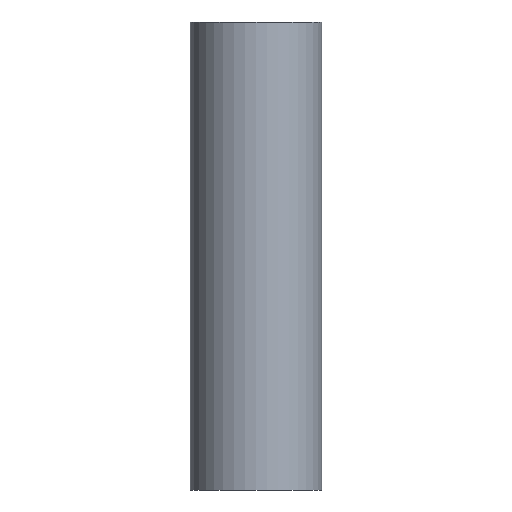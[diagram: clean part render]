
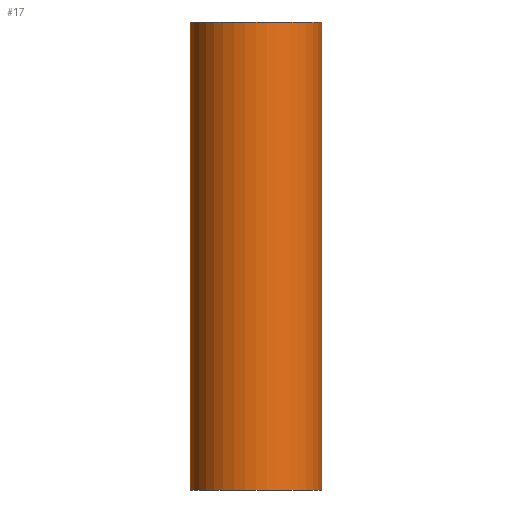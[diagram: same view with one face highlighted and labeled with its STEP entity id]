
A CAD part, front view. The second image highlights one B-rep face of the part: STEP entity #17.
In plain terms, the highlighted cylindrical face has radius 106.927 mm (diameter 213.855 mm), a full revolution.
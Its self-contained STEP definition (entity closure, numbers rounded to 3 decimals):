
#17 = ADVANCED_FACE('',(#18),#31,.T.);
#18 = FACE_BOUND('',#19,.T.);
#19 = EDGE_LOOP('',(#20,#42,#64,#79));
#20 = ORIENTED_EDGE('',*,*,#21,.T.);
#21 = EDGE_CURVE('',#22,#22,#24,.T.);
#22 = VERTEX_POINT('',#23);
#23 = CARTESIAN_POINT('',(-1781.552,-559.672,-508.));
#24 = SURFACE_CURVE('',#25,(#30),.PCURVE_S1.);
#25 = CIRCLE('',#26,106.927);
#26 = AXIS2_PLACEMENT_3D('',#27,#28,#29);
#27 = CARTESIAN_POINT('',(-1888.479,-559.672,-508.));
#28 = DIRECTION('',(0.,0.,1.));
#29 = DIRECTION('',(1.,0.,-0.));
#30 = PCURVE('',#31,#36);
#31 = CYLINDRICAL_SURFACE('',#32,106.927);
#32 = AXIS2_PLACEMENT_3D('',#33,#34,#35);
#33 = CARTESIAN_POINT('',(-1888.479,-559.672,-508.));
#34 = DIRECTION('',(0.,0.,1.));
#35 = DIRECTION('',(1.,0.,-0.));
#36 = DEFINITIONAL_REPRESENTATION('',(#37),#41);
#37 = LINE('',#38,#39);
#38 = CARTESIAN_POINT('',(0.,0.));
#39 = VECTOR('',#40,1.);
#40 = DIRECTION('',(1.,0.));
#41 = ( GEOMETRIC_REPRESENTATION_CONTEXT(2) 
PARAMETRIC_REPRESENTATION_CONTEXT() REPRESENTATION_CONTEXT('2D SPACE',''
  ) );
#42 = ORIENTED_EDGE('',*,*,#43,.T.);
#43 = EDGE_CURVE('',#22,#44,#46,.T.);
#44 = VERTEX_POINT('',#45);
#45 = CARTESIAN_POINT('',(-1781.552,-559.672,254.));
#46 = SEAM_CURVE('',#47,(#50,#57),.PCURVE_S1.);
#47 = B_SPLINE_CURVE_WITH_KNOTS('',1,(#48,#49),.UNSPECIFIED.,.F.,.F.,(2,
    2),(0.,762.),.PIECEWISE_BEZIER_KNOTS.);
#48 = CARTESIAN_POINT('',(-1781.552,-559.672,-508.));
#49 = CARTESIAN_POINT('',(-1781.552,-559.672,254.));
#50 = PCURVE('',#31,#51);
#51 = DEFINITIONAL_REPRESENTATION('',(#52),#56);
#52 = LINE('',#53,#54);
#53 = CARTESIAN_POINT('',(6.283,0.));
#54 = VECTOR('',#55,1.);
#55 = DIRECTION('',(0.,1.));
#56 = ( GEOMETRIC_REPRESENTATION_CONTEXT(2) 
PARAMETRIC_REPRESENTATION_CONTEXT() REPRESENTATION_CONTEXT('2D SPACE',''
  ) );
#57 = PCURVE('',#31,#58);
#58 = DEFINITIONAL_REPRESENTATION('',(#59),#63);
#59 = LINE('',#60,#61);
#60 = CARTESIAN_POINT('',(0.,0.));
#61 = VECTOR('',#62,1.);
#62 = DIRECTION('',(0.,1.));
#63 = ( GEOMETRIC_REPRESENTATION_CONTEXT(2) 
PARAMETRIC_REPRESENTATION_CONTEXT() REPRESENTATION_CONTEXT('2D SPACE',''
  ) );
#64 = ORIENTED_EDGE('',*,*,#65,.F.);
#65 = EDGE_CURVE('',#44,#44,#66,.T.);
#66 = SURFACE_CURVE('',#67,(#72),.PCURVE_S1.);
#67 = CIRCLE('',#68,106.927);
#68 = AXIS2_PLACEMENT_3D('',#69,#70,#71);
#69 = CARTESIAN_POINT('',(-1888.479,-559.672,254.));
#70 = DIRECTION('',(0.,0.,1.));
#71 = DIRECTION('',(1.,0.,-0.));
#72 = PCURVE('',#31,#73);
#73 = DEFINITIONAL_REPRESENTATION('',(#74),#78);
#74 = LINE('',#75,#76);
#75 = CARTESIAN_POINT('',(0.,762.));
#76 = VECTOR('',#77,1.);
#77 = DIRECTION('',(1.,0.));
#78 = ( GEOMETRIC_REPRESENTATION_CONTEXT(2) 
PARAMETRIC_REPRESENTATION_CONTEXT() REPRESENTATION_CONTEXT('2D SPACE',''
  ) );
#79 = ORIENTED_EDGE('',*,*,#43,.F.);
